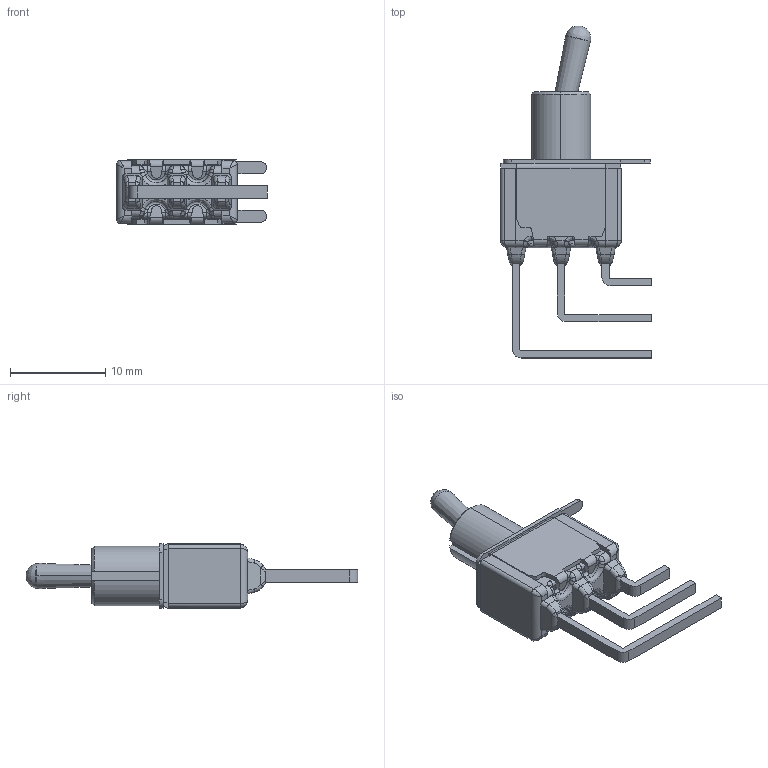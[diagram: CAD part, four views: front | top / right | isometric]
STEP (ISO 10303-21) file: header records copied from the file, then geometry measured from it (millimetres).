
FILE_DESCRIPTION (( 'STEP AP214' ), '1' );
FILE_NAME ('User Library-C&k_7101MD9AV2BE.STEP', '2023-03-06T18:35:44', ( '' ), ( '' ), 'SwSTEP 2.0', 'SolidWorks 2022', '' );
FILE_SCHEMA (( 'AUTOMOTIVE_DESIGN' ));
Length unit declared in the file: inch
Products named in the file (3): 1; 1_2; User Library-C&k_7101MD9AV2BE
Assembly tree (2 placements, depth 2):
  User Library-C&k_7101MD9AV2BE
    1
    1_2
Bounding box: 15.88 x 34.94 x 6.76 mm (x, y, z)
Volume: 693.2 mm3; surface area: 1941.1 mm2
Topology: 2 solids, 2 shells, 688 faces, 1840 edges, 1155 vertices
Faces by surface type: plane 484, cylinder 115, bspline 76, cone 13
Entity records: 25650 total; most frequent: CARTESIAN_POINT 9316, ORIENTED_EDGE 3660, DIRECTION 2935, EDGE_CURVE 1830, VECTOR 1407, LINE 1407, VERTEX_POINT 1155, AXIS2_PLACEMENT_3D 764
